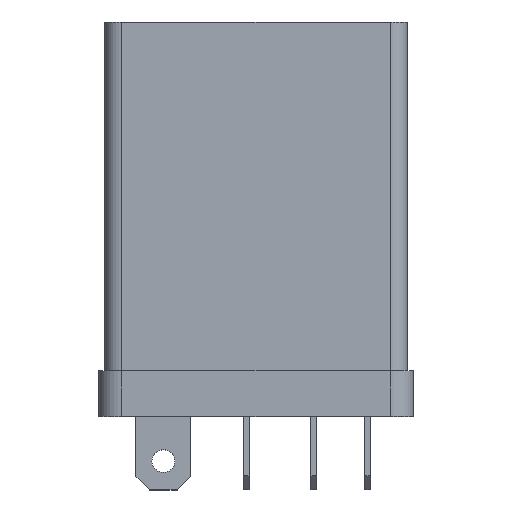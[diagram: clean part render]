
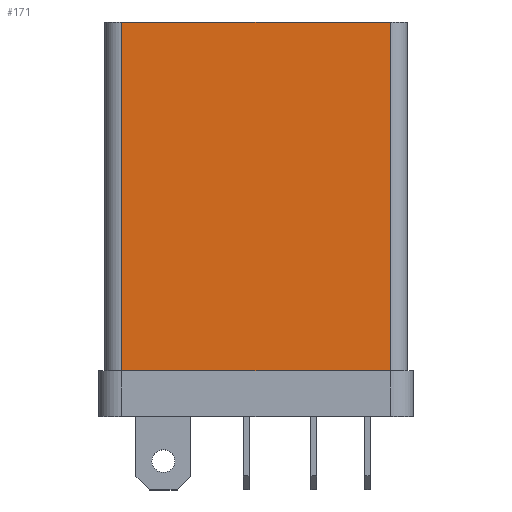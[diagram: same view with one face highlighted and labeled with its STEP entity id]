
A CAD part, top view. The second image highlights one B-rep face of the part: STEP entity #171.
In plain terms, the highlighted planar face has unit normal (0, 0, 1).
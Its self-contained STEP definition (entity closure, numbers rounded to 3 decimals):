
#113=CARTESIAN_POINT('',(-25.5,34.5,20.875));
#114=VERTEX_POINT('',#113);
#123=CARTESIAN_POINT('',(-25.5,4.,20.875));
#124=VERTEX_POINT('',#123);
#132=CARTESIAN_POINT('',(-25.5,34.5,20.875));
#133=DIRECTION('',(0.0,-1.0,0.0));
#134=VECTOR('',#133,30.5);
#135=LINE('',#132,#134);
#136=EDGE_CURVE('',#114,#124,#135,.T.);
#141=CARTESIAN_POINT('',(-2.,34.5,20.875));
#142=DIRECTION('',(0.0,0.0,1.0));
#143=DIRECTION('',(-1.0,0.0,0.0));
#144=AXIS2_PLACEMENT_3D('',#141,#142,#143);
#145=PLANE('',#144);
#146=CARTESIAN_POINT('',(-2.,34.5,20.875));
#147=VERTEX_POINT('',#146);
#148=CARTESIAN_POINT('',(-25.5,34.5,20.875));
#149=DIRECTION('',(1.0,0.0,0.0));
#150=VECTOR('',#149,23.5);
#151=LINE('',#148,#150);
#152=EDGE_CURVE('',#114,#147,#151,.T.);
#153=ORIENTED_EDGE('',*,*,#152,.F.);
#154=ORIENTED_EDGE('',*,*,#136,.T.);
#155=CARTESIAN_POINT('',(-2.,4.,20.875));
#156=VERTEX_POINT('',#155);
#157=CARTESIAN_POINT('',(-25.5,4.,20.875));
#158=DIRECTION('',(1.0,0.0,0.0));
#159=VECTOR('',#158,23.5);
#160=LINE('',#157,#159);
#161=EDGE_CURVE('',#124,#156,#160,.T.);
#162=ORIENTED_EDGE('',*,*,#161,.T.);
#163=CARTESIAN_POINT('',(-2.,34.5,20.875));
#164=DIRECTION('',(0.0,-1.0,0.0));
#165=VECTOR('',#164,30.5);
#166=LINE('',#163,#165);
#167=EDGE_CURVE('',#147,#156,#166,.T.);
#168=ORIENTED_EDGE('',*,*,#167,.F.);
#169=EDGE_LOOP('',(#153,#154,#162,#168));
#170=FACE_OUTER_BOUND('',#169,.T.);
#171=ADVANCED_FACE('',(#170),#145,.T.);
